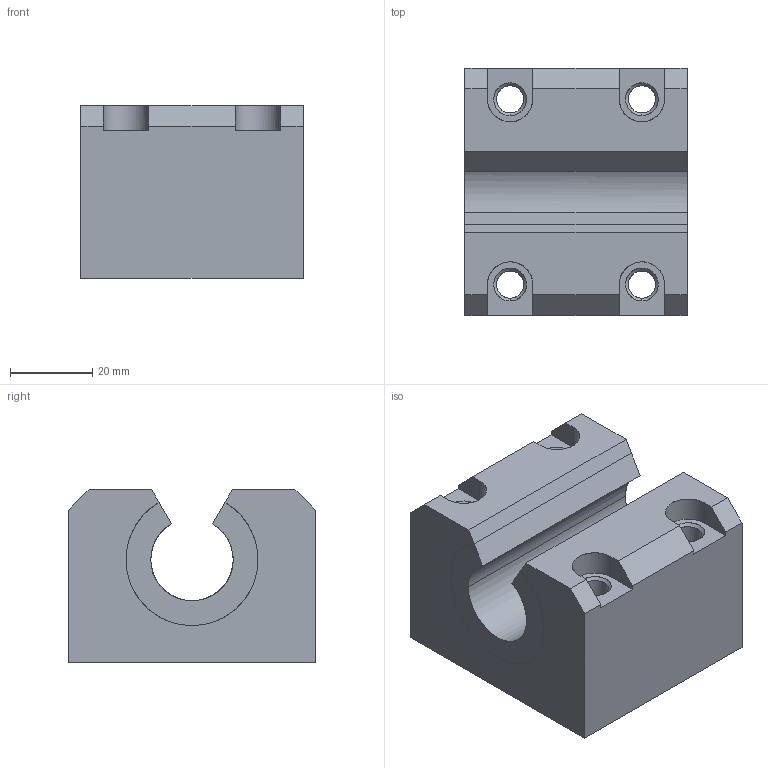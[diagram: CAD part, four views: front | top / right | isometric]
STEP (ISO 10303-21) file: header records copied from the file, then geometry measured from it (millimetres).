
FILE_DESCRIPTION ((), '1');
FILE_NAME ('AE37-220.stp', '2018-12-13T12:21:51', ('Unknown'), ('Unknown'), 'HarmonyWare STEP v2.0.5', 'Vectorworks', '');
FILE_SCHEMA (('CONFIG_CONTROL_DESIGN'));
Length unit declared in the file: millimetre
Products named in the file (87): NONE
Assembly tree (86 placements, depth 2):
  NONE
    NONE
    NONE
    NONE
    NONE
    NONE
    NONE
    NONE
    NONE
    NONE
    NONE
    NONE
    NONE
    NONE
    NONE
    NONE
    NONE
    NONE
    NONE
    NONE
    NONE
    NONE
    NONE
    NONE
    NONE
    NONE
    NONE
    NONE
    NONE
    NONE
    NONE
    NONE
    NONE
    NONE
    NONE
    NONE
    NONE
    NONE
    NONE
    NONE
    NONE
    NONE
    NONE
    NONE
    NONE
    NONE
    NONE
    NONE
    NONE
    NONE
    NONE
    NONE
    NONE
    NONE
    NONE
    NONE
    NONE
    NONE
    NONE
    NONE
Bounding box: 54 x 60 x 42 mm (x, y, z)
Surface area: 21128 mm2 (no closed solid volume)
Topology: 0 solids, 86 shells, 86 faces, 432 edges, 432 vertices
Faces by surface type: bspline 86
Entity records: 16558 total; most frequent: CARTESIAN_POINT 3310, PERSON 868, ORGANIZATION 868, PERSON_AND_ORGANIZATION 868, CALENDAR_DATE 607, COORDINATED_UNIVERSAL_TIME_OFFSET 607, LOCAL_TIME 607, DATE_AND_TIME 607
